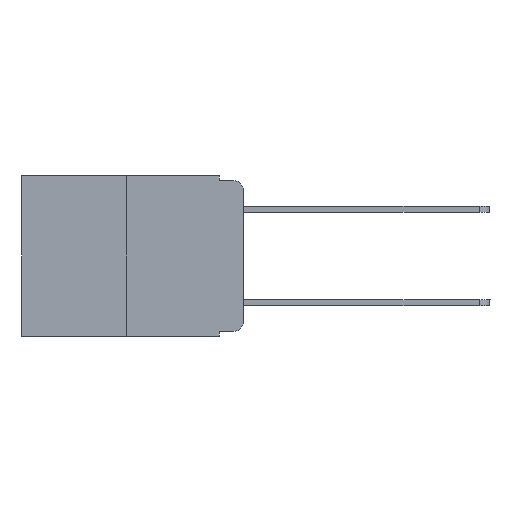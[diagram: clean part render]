
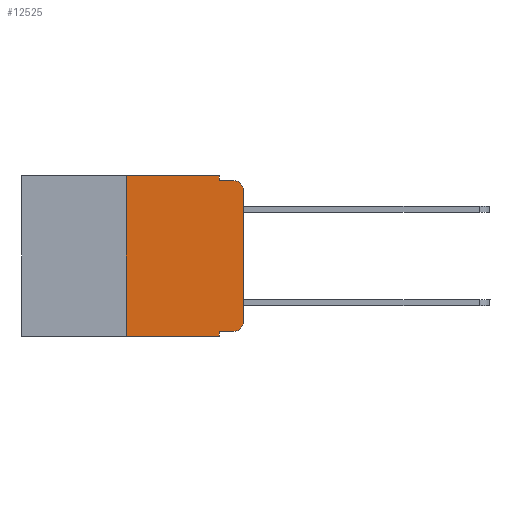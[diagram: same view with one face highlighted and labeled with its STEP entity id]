
A CAD part, left-side view. The second image highlights one B-rep face of the part: STEP entity #12525.
In plain terms, the highlighted planar face has unit normal (-1, 0, 0).
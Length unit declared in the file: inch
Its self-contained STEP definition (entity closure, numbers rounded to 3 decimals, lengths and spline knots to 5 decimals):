
#14 = CARTESIAN_POINT ( 'NONE',  ( 0., 0.051, 0. ) ) ;
#134 = CARTESIAN_POINT ( 'NONE',  ( 0., 0.051, 0. ) ) ;
#444 = CARTESIAN_POINT ( 'NONE',  ( 0., 0.473, 0. ) ) ;
#534 = CARTESIAN_POINT ( 'NONE',  ( 0., 0.25, 0. ) ) ;
#747 = VECTOR ( 'NONE', #6426, 39.37008 ) ;
#748 = EDGE_CURVE ( 'NONE', #4251, #2644, #9684, .T. ) ;
#1057 = EDGE_CURVE ( 'NONE', #12310, #11329, #11259, .T. ) ;
#1451 = VECTOR ( 'NONE', #12318, 39.37008 ) ;
#1656 = EDGE_CURVE ( 'NONE', #6566, #7634, #9509, .T. ) ;
#1667 = VECTOR ( 'NONE', #2416, 39.37008 ) ;
#1994 = ORIENTED_EDGE ( 'NONE', *, *, #9603, .F. ) ;
#2259 = DIRECTION ( 'NONE',  ( -1., 0., 0. ) ) ;
#2380 = ORIENTED_EDGE ( 'NONE', *, *, #13371, .F. ) ;
#2416 = DIRECTION ( 'NONE',  ( 0., 0., -1. ) ) ;
#2644 = VERTEX_POINT ( 'NONE', #134 ) ;
#2835 = ORIENTED_EDGE ( 'NONE', *, *, #6887, .T. ) ;
#3204 = CARTESIAN_POINT ( 'NONE',  ( 0., 0.02, -0.333 ) ) ;
#3274 = VERTEX_POINT ( 'NONE', #14078 ) ;
#3551 = EDGE_CURVE ( 'NONE', #11329, #3274, #5821, .T. ) ;
#3640 = ORIENTED_EDGE ( 'NONE', *, *, #14205, .T. ) ;
#4130 = ORIENTED_EDGE ( 'NONE', *, *, #9926, .F. ) ;
#4181 = ORIENTED_EDGE ( 'NONE', *, *, #11536, .F. ) ;
#4251 = VERTEX_POINT ( 'NONE', #11723 ) ;
#4303 = CARTESIAN_POINT ( 'NONE',  ( 0., 0.051, -0.333 ) ) ;
#4381 = DIRECTION ( 'NONE',  ( 0., 0., -1. ) ) ;
#5161 = DIRECTION ( 'NONE',  ( 0., 0., -1. ) ) ;
#5167 = ORIENTED_EDGE ( 'NONE', *, *, #3551, .T. ) ;
#5238 = DIRECTION ( 'NONE',  ( 0., -1., 0. ) ) ;
#5417 = CARTESIAN_POINT ( 'NONE',  ( 0., 0., -0.03 ) ) ;
#5500 = DIRECTION ( 'NONE',  ( 0., 0., -1. ) ) ;
#5821 = CIRCLE ( 'NONE', #14139, 0.02 ) ;
#6027 = CARTESIAN_POINT ( 'NONE',  ( 0., 0.051, -0.01 ) ) ;
#6255 = CARTESIAN_POINT ( 'NONE',  ( 0., 0.051, -0.333 ) ) ;
#6426 = DIRECTION ( 'NONE',  ( 0., -1., 0. ) ) ;
#6566 = VERTEX_POINT ( 'NONE', #4303 ) ;
#6887 = EDGE_CURVE ( 'NONE', #7634, #12310, #13333, .T. ) ;
#7004 = VECTOR ( 'NONE', #5500, 39.37008 ) ;
#7177 = CARTESIAN_POINT ( 'NONE',  ( 0., 0.25, -0.343 ) ) ;
#7213 = FACE_OUTER_BOUND ( 'NONE', #10764, .T. ) ;
#7512 = CARTESIAN_POINT ( 'NONE',  ( 0., 0.473, 0. ) ) ;
#7634 = VERTEX_POINT ( 'NONE', #3204 ) ;
#7901 = CARTESIAN_POINT ( 'NONE',  ( 0., 0.051, -0.01 ) ) ;
#8323 = DIRECTION ( 'NONE',  ( 0., 0., 1. ) ) ;
#8409 = VECTOR ( 'NONE', #10240, 39.37008 ) ;
#8517 = VECTOR ( 'NONE', #5238, 39.37008 ) ;
#9147 = VERTEX_POINT ( 'NONE', #7177 ) ;
#9423 = AXIS2_PLACEMENT_3D ( 'NONE', #12395, #11301, #5161 ) ;
#9509 = LINE ( 'NONE', #6255, #8517 ) ;
#9603 = EDGE_CURVE ( 'NONE', #6566, #12703, #11057, .T. ) ;
#9684 = LINE ( 'NONE', #7512, #747 ) ;
#9728 = ORIENTED_EDGE ( 'NONE', *, *, #748, .F. ) ;
#9739 = CARTESIAN_POINT ( 'NONE',  ( 0., 0.051, -0.343 ) ) ;
#9926 = EDGE_CURVE ( 'NONE', #9147, #4251, #10475, .T. ) ;
#10036 = AXIS2_PLACEMENT_3D ( 'NONE', #444, #11206, #11559 ) ;
#10054 = VECTOR ( 'NONE', #11275, 39.37008 ) ;
#10240 = DIRECTION ( 'NONE',  ( 0., 0., 1. ) ) ;
#10329 = LINE ( 'NONE', #13528, #10054 ) ;
#10426 = LINE ( 'NONE', #7901, #1451 ) ;
#10466 = PLANE ( 'NONE',  #10036 ) ;
#10475 = LINE ( 'NONE', #534, #10698 ) ;
#10587 = VERTEX_POINT ( 'NONE', #6027 ) ;
#10698 = VECTOR ( 'NONE', #8323, 39.37008 ) ;
#10764 = EDGE_LOOP ( 'NONE', ( #12249, #5167, #2380, #4181, #9728, #4130, #3640, #1994, #10986, #2835 ) ) ;
#10986 = ORIENTED_EDGE ( 'NONE', *, *, #1656, .T. ) ;
#11057 = LINE ( 'NONE', #14, #7004 ) ;
#11206 = DIRECTION ( 'NONE',  ( 1., 0., 0. ) ) ;
#11259 = LINE ( 'NONE', #11549, #8409 ) ;
#11275 = DIRECTION ( 'NONE',  ( 0., -1., 0. ) ) ;
#11301 = DIRECTION ( 'NONE',  ( -1., 0., 0. ) ) ;
#11329 = VERTEX_POINT ( 'NONE', #5417 ) ;
#11536 = EDGE_CURVE ( 'NONE', #2644, #10587, #12353, .T. ) ;
#11549 = CARTESIAN_POINT ( 'NONE',  ( 0., 0., 0. ) ) ;
#11559 = DIRECTION ( 'NONE',  ( 0., 0., -1. ) ) ;
#11723 = CARTESIAN_POINT ( 'NONE',  ( 0., 0.25, 0. ) ) ;
#12190 = CARTESIAN_POINT ( 'NONE',  ( 0., 0.02, -0.03 ) ) ;
#12249 = ORIENTED_EDGE ( 'NONE', *, *, #1057, .T. ) ;
#12310 = VERTEX_POINT ( 'NONE', #12963 ) ;
#12318 = DIRECTION ( 'NONE',  ( 0., -1., 0. ) ) ;
#12353 = LINE ( 'NONE', #13588, #1667 ) ;
#12395 = CARTESIAN_POINT ( 'NONE',  ( 0., 0.02, -0.313 ) ) ;
#12525 = ADVANCED_FACE ( 'NONE', ( #7213 ), #10466, .F. ) ;
#12703 = VERTEX_POINT ( 'NONE', #9739 ) ;
#12963 = CARTESIAN_POINT ( 'NONE',  ( 0., 0., -0.313 ) ) ;
#13333 = CIRCLE ( 'NONE', #9423, 0.02 ) ;
#13371 = EDGE_CURVE ( 'NONE', #10587, #3274, #10426, .T. ) ;
#13528 = CARTESIAN_POINT ( 'NONE',  ( 0., 0.473, -0.343 ) ) ;
#13588 = CARTESIAN_POINT ( 'NONE',  ( 0., 0.051, 0. ) ) ;
#14078 = CARTESIAN_POINT ( 'NONE',  ( 0., 0.02, -0.01 ) ) ;
#14139 = AXIS2_PLACEMENT_3D ( 'NONE', #12190, #2259, #4381 ) ;
#14205 = EDGE_CURVE ( 'NONE', #9147, #12703, #10329, .T. ) ;
